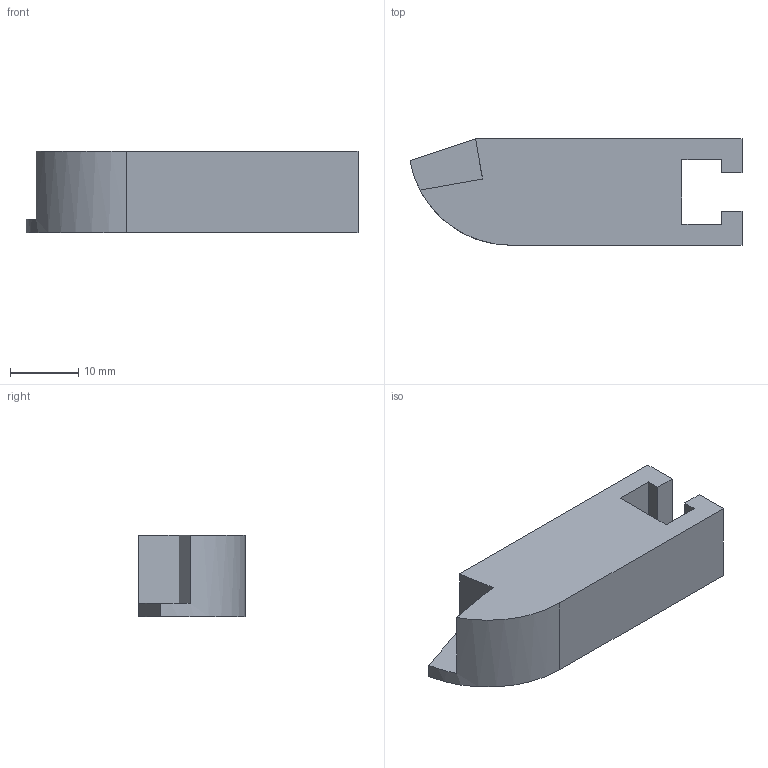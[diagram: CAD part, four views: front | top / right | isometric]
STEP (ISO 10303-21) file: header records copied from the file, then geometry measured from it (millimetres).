
FILE_DESCRIPTION(/* description */ (''),/* implementation_level */ '2;1');
FILE_NAME(/* name */ 'Finray_8_notch_10deg_V6_right.stp',/* time_stamp */ '2022-11-21T09:57:39+01:00',/* author */ ('Richard Hartisch'),/* organization */ (''),/* preprocessor_version */ 'ST-DEVELOPER v19',/* originating_system */ 'Autodesk Inventor 2023',/* authorisation */ '');
FILE_SCHEMA (('AUTOMOTIVE_DESIGN { 1 0 10303 214 3 1 1 }'));
Length unit declared in the file: millimetre
Products named in the file (1): Finray_test_8_Kerbe_10deg_V4_links
Bounding box: 48.63 x 15.6 x 12 mm (x, y, z)
Volume: 6997.4 mm3; surface area: 2997.6 mm2
Topology: 1 solids, 1 shells, 18 faces, 47 edges, 31 vertices
Faces by surface type: plane 17, cylinder 1
Entity records: 589 total; most frequent: CARTESIAN_POINT 97, ORIENTED_EDGE 94, DIRECTION 88, EDGE_CURVE 47, LINE 44, VECTOR 44, VERTEX_POINT 31, AXIS2_PLACEMENT_3D 22
